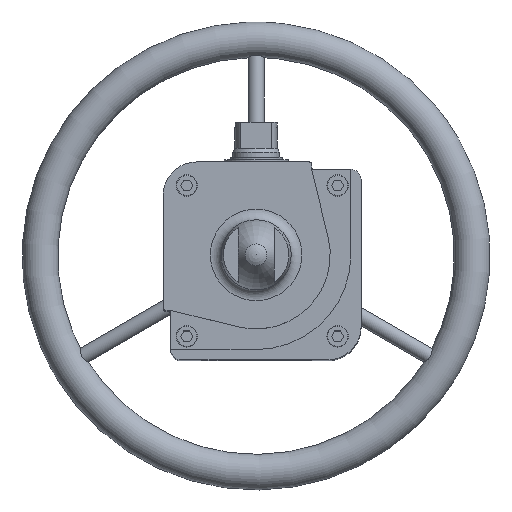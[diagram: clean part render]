
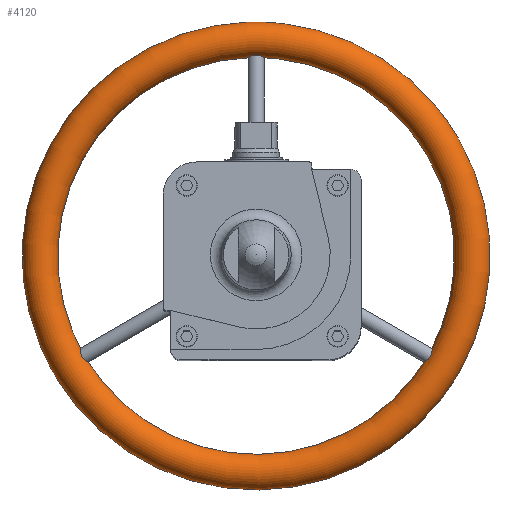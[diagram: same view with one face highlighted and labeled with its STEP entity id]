
A CAD part, top view. The second image highlights one B-rep face of the part: STEP entity #4120.
In plain terms, the highlighted toroidal (fillet/blend) face has major radius 161.65 mm and minor radius 13.35 mm.
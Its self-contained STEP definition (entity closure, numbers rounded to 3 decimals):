
#45=TOROIDAL_SURFACE('',#4493,161.65,13.35);
#85=B_SPLINE_CURVE_WITH_KNOTS('',3,(#6512,#6513,#6514,#6515,#6516,#6517,
#6518,#6519,#6520,#6521,#6522,#6523,#6524,#6525,#6526,#6527,#6528,#6529),
 .UNSPECIFIED.,.T.,.F.,(1,1,1,1,1,1,1,1,1,1,1,1,1,1,1,1,1,1,1,1,1,1),(-0.007,
-0.005,-0.002,0.,0.002,0.005,
0.007,0.01,0.012,0.014,
0.017,0.019,0.022,0.024,
0.029,0.031,0.033,0.036,
0.038,0.041,0.043,0.045),
 .UNSPECIFIED.);
#86=B_SPLINE_CURVE_WITH_KNOTS('',3,(#6532,#6533,#6534,#6535,#6536,#6537,
#6538,#6539,#6540,#6541,#6542,#6543,#6544,#6545,#6546,#6547,#6548,#6549),
 .UNSPECIFIED.,.T.,.F.,(1,1,1,1,1,1,1,1,1,1,1,1,1,1,1,1,1,1,1,1,1,1),(-0.007,
-0.005,-0.002,0.,0.002,0.005,
0.007,0.01,0.012,0.014,
0.019,0.021,0.024,0.026,
0.029,0.031,0.033,0.036,
0.038,0.041,0.043,0.045),
 .UNSPECIFIED.);
#87=B_SPLINE_CURVE_WITH_KNOTS('',3,(#6552,#6553,#6554,#6555,#6556,#6557,
#6558,#6559,#6560,#6561,#6562,#6563,#6564,#6565,#6566,#6567,#6568,#6569),
 .UNSPECIFIED.,.T.,.F.,(1,1,1,1,1,1,1,1,1,1,1,1,1,1,1,1,1,1,1,1,1,1),(-0.007,
-0.005,-0.002,0.,0.002,0.005,
0.007,0.01,0.012,0.014,
0.017,0.019,0.022,0.024,
0.029,0.031,0.033,0.036,
0.038,0.041,0.043,0.045),
 .UNSPECIFIED.);
#1314=ORIENTED_EDGE('',*,*,#2301,.F.);
#1315=ORIENTED_EDGE('',*,*,#2300,.F.);
#1316=ORIENTED_EDGE('',*,*,#2299,.F.);
#2299=EDGE_CURVE('',#2818,#2818,#85,.T.);
#2300=EDGE_CURVE('',#2819,#2819,#86,.T.);
#2301=EDGE_CURVE('',#2820,#2820,#87,.T.);
#2818=VERTEX_POINT('',#6530);
#2819=VERTEX_POINT('',#6550);
#2820=VERTEX_POINT('',#6570);
#3361=EDGE_LOOP('',(#1314));
#3362=EDGE_LOOP('',(#1315));
#3363=EDGE_LOOP('',(#1316));
#3743=FACE_BOUND('',#3361,.T.);
#3744=FACE_BOUND('',#3362,.T.);
#3745=FACE_BOUND('',#3363,.T.);
#4120=ADVANCED_FACE('',(#3743,#3744,#3745),#45,.T.);
#4493=AXIS2_PLACEMENT_3D('',#6571,#5174,#5175);
#5174=DIRECTION('',(0.,0.,-1.));
#5175=DIRECTION('',(-1.,0.,0.));
#6512=CARTESIAN_POINT('',(-4.819,148.438,-317.587));
#6513=CARTESIAN_POINT('',(-3.066,148.951,-319.219));
#6514=CARTESIAN_POINT('',(-0.793,149.329,-320.078));
#6515=CARTESIAN_POINT('',(1.661,149.234,-319.878));
#6516=CARTESIAN_POINT('',(3.766,148.761,-318.704));
#6517=CARTESIAN_POINT('',(5.292,148.288,-316.863));
#6518=CARTESIAN_POINT('',(6.094,148.107,-314.563));
#6519=CARTESIAN_POINT('',(5.963,148.41,-312.13));
#6520=CARTESIAN_POINT('',(4.891,149.109,-310.036));
#6521=CARTESIAN_POINT('',(3.094,149.877,-308.565));
#6522=CARTESIAN_POINT('',(0.799,150.351,-307.848));
#6523=CARTESIAN_POINT('',(-2.469,150.204,-308.058));
#6524=CARTESIAN_POINT('',(-5.111,149.034,-309.957));
#6525=CARTESIAN_POINT('',(-6.124,148.245,-312.968));
#6526=CARTESIAN_POINT('',(-5.906,148.121,-315.422));
#6527=CARTESIAN_POINT('',(-4.819,148.438,-317.587));
#6528=CARTESIAN_POINT('',(-3.066,148.951,-319.219));
#6529=CARTESIAN_POINT('',(-0.793,149.329,-320.078));
#6530=CARTESIAN_POINT('',(-2.979,148.929,-319.09));
#6532=CARTESIAN_POINT('',(127.076,-77.519,-318.843));
#6533=CARTESIAN_POINT('',(125.857,-78.652,-317.046));
#6534=CARTESIAN_POINT('',(125.232,-79.3,-314.77));
#6535=CARTESIAN_POINT('',(125.481,-79.39,-312.329));
#6536=CARTESIAN_POINT('',(126.566,-78.863,-310.193));
#6537=CARTESIAN_POINT('',(128.11,-77.742,-308.664));
#6538=CARTESIAN_POINT('',(129.685,-76.04,-307.877));
#6539=CARTESIAN_POINT('',(131.258,-73.167,-307.983));
#6540=CARTESIAN_POINT('',(131.622,-70.246,-309.796));
#6541=CARTESIAN_POINT('',(131.463,-68.863,-312.753));
#6542=CARTESIAN_POINT('',(131.251,-68.89,-315.209));
#6543=CARTESIAN_POINT('',(130.988,-69.919,-317.415));
#6544=CARTESIAN_POINT('',(130.58,-71.632,-319.092));
#6545=CARTESIAN_POINT('',(129.82,-73.768,-320.041));
#6546=CARTESIAN_POINT('',(128.541,-75.887,-319.941));
#6547=CARTESIAN_POINT('',(127.076,-77.519,-318.843));
#6548=CARTESIAN_POINT('',(125.857,-78.652,-317.046));
#6549=CARTESIAN_POINT('',(125.232,-79.3,-314.77));
#6550=CARTESIAN_POINT('',(125.956,-78.571,-316.966));
#6552=CARTESIAN_POINT('',(-126.568,-78.001,-318.234));
#6553=CARTESIAN_POINT('',(-127.986,-76.563,-319.629));
#6554=CARTESIAN_POINT('',(-129.393,-74.601,-320.136));
#6555=CARTESIAN_POINT('',(-130.349,-72.407,-319.554));
#6556=CARTESIAN_POINT('',(-130.861,-70.495,-318.114));
#6557=CARTESIAN_POINT('',(-131.161,-69.177,-316.087));
#6558=CARTESIAN_POINT('',(-131.387,-68.741,-313.689));
#6559=CARTESIAN_POINT('',(-131.556,-69.394,-311.326));
#6560=CARTESIAN_POINT('',(-131.539,-70.952,-309.435));
#6561=CARTESIAN_POINT('',(-131.15,-73.037,-308.217));
#6562=CARTESIAN_POINT('',(-130.198,-75.26,-307.801));
#6563=CARTESIAN_POINT('',(-128.232,-77.803,-308.426));
#6564=CARTESIAN_POINT('',(-126.01,-79.214,-310.663));
#6565=CARTESIAN_POINT('',(-125.214,-79.406,-313.845));
#6566=CARTESIAN_POINT('',(-125.537,-78.952,-316.242));
#6567=CARTESIAN_POINT('',(-126.568,-78.001,-318.234));
#6568=CARTESIAN_POINT('',(-127.986,-76.563,-319.629));
#6569=CARTESIAN_POINT('',(-129.393,-74.601,-320.136));
#6570=CARTESIAN_POINT('',(-127.984,-76.476,-319.481));
#6571=CARTESIAN_POINT('',(0.,0.,-314.95));
